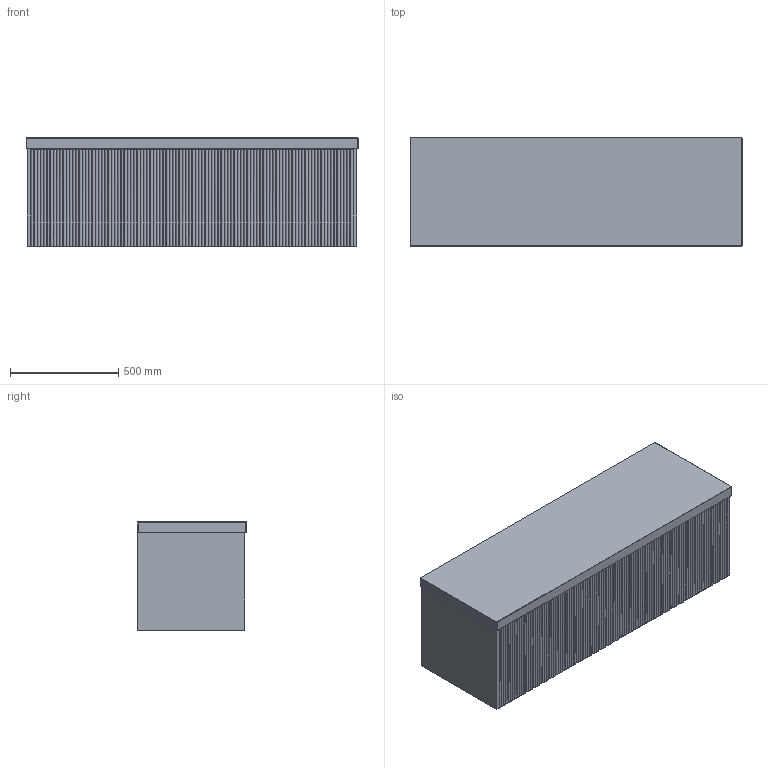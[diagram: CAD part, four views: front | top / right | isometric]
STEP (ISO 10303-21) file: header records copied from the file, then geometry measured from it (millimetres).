
FILE_DESCRIPTION(/* description */ (''),/* implementation_level */ '2;1');
FILE_NAME(/* name */ 'Kado Neue Fluted Square 1500 (50MM)',/* time_stamp */ '2025-07-09T15:07:02+10:00',/* author */ (''),/* organization */ (''),/* preprocessor_version */ 'ST-DEVELOPER v16.5',/* originating_system */ '',/* authorisation */ '');
FILE_SCHEMA (('AUTOMOTIVE_DESIGN'));
Length unit declared in the file: millimetre
Products named in the file (12): Document; Kado Neue Fluted Square 1500 (50MM); Kado Neue Fluted Square ALL29; Kado Neue Fluted Square 150028; Kado Neue Fluted Carcass 18002345; Kado Neue Fluted Panel 443232425; Kado Neue Fluted Panel 443161718192021; Kado Neue Fluted Filler13; Kado Neue Fluted Panel 5952627; Kado Neue Fluted Panel 59578910; Kado Neue Fluted Square Benchtop (50MM) ALL22; Kado Neue Fluted Square 1500 Benchtop (50MM)
Assembly tree (13 placements, depth 6):
  Document
    Kado Neue Fluted Square 1500 (50MM)
      Kado Neue Fluted Square ALL29
        Kado Neue Fluted Square 150028
          Kado Neue Fluted Carcass 18002345
          Kado Neue Fluted Panel 443232425  x2
            Kado Neue Fluted Panel 443161718192021
          Kado Neue Fluted Filler13  x2
          Kado Neue Fluted Panel 5952627
            Kado Neue Fluted Panel 59578910
      Kado Neue Fluted Square Benchtop (50MM) ALL22
        Kado Neue Fluted Square 1500 Benchtop (50MM)
Bounding box: 1533 x 500 x 500 mm (x, y, z)
Volume: 60098728.5 mm3; surface area: 8346089 mm2
Topology: 11 solids, 11 shells, 473 faces, 1338 edges, 884 vertices
Faces by surface type: cylinder 304, plane 165, bspline 4
Entity records: 10455 total; most frequent: CARTESIAN_POINT 3823, ORIENTED_EDGE 1924, EDGE_CURVE 962, VERTEX_POINT 636, B_SPLINE_CURVE_WITH_KNOTS 534, DIRECTION 401, AXIS2_PLACEMENT_3D 371, EDGE_LOOP 346
